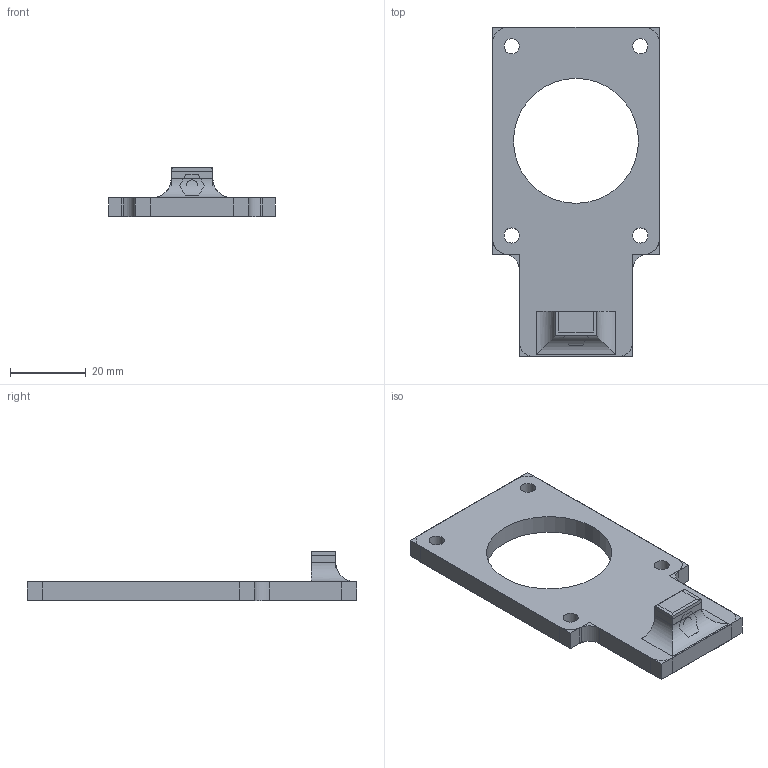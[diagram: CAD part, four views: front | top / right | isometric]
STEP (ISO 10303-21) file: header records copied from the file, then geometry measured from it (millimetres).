
FILE_DESCRIPTION(('FreeCAD Model'),'2;1');
FILE_NAME('homing_sensor_holder.step','2018-02-23T14:15:07',('Author'),(''), 'Open CASCADE STEP processor 6.8','FreeCAD','Unknown');
FILE_SCHEMA(('AUTOMOTIVE_DESIGN_CC2 { 1 2 10303 214 -1 1 5 4 }'));
Length unit declared in the file: millimetre
Products named in the file (13): ASSEMBLY; Fillet003; Sketch; M3HolePocket; Sketch001; Fillet; Pad; Pad001; M3HoleSk; M3NutSk; Pocket001; Fillet001; Fillet002
Assembly tree (12 placements, depth 2):
  ASSEMBLY
    Fillet003
    Sketch
    M3HolePocket
    Sketch001
    Fillet
    Pad
    Pad001
    M3HoleSk
    M3NutSk
    Pocket001
    Fillet001
    Fillet002
Bounding box: 44 x 87 x 13 mm (x, y, z)
Surface area: 59329.9 mm2
Topology: 7 solids, 8 shells, 227 faces, 634 edges, 448 vertices
Faces by surface type: plane 143, cylinder 80, bspline 4
Full cylindrical faces by diameter (mm): 3 x6, 4 x32, 33 x8
Entity records: 18452 total; most frequent: CARTESIAN_POINT 5527, DIRECTION 2361, LINE 1420, VECTOR 1420, ORIENTED_EDGE 1219, PCURVE 1219, DEFINITIONAL_REPRESENTATION 1219, EDGE_CURVE 610
